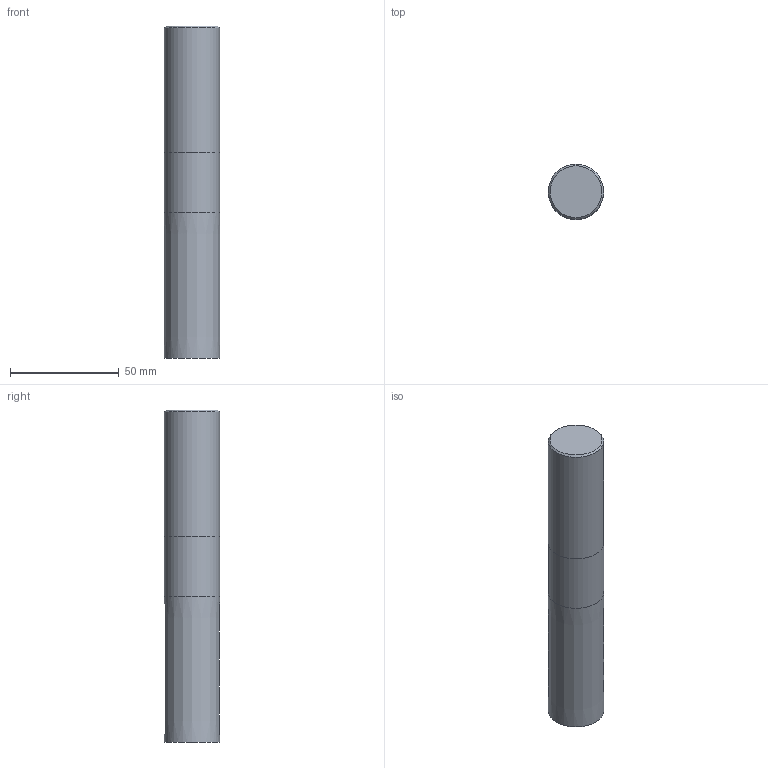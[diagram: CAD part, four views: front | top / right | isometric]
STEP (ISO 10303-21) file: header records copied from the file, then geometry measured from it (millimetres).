
FILE_DESCRIPTION(/* description */ (''),/* implementation_level */ '2;1');
FILE_NAME(/* name */ 'A3451.000D3S.0Z3_ANF.stp',/* time_stamp */ '2020-08-27T09:14:07+06:00',/* author */ (''),/* organization */ (''),/* preprocessor_version */ 'ST-DEVELOPER v16.7',/* originating_system */ 'SIEMENS PLM Software NX 12.0',/* authorisation */ '');
FILE_SCHEMA (('AUTOMOTIVE_DESIGN { 1 0 10303 214 3 1 1 1 }'));
Length unit declared in the file: millimetre
Products named in the file (1): INPU6264EF85pfmg
Bounding box: 25.4 x 25.4 x 152.4 mm (x, y, z)
Volume: 76979.4 mm3; surface area: 15162.2 mm2
Topology: 3 solids, 3 shells, 10 faces, 15 edges, 10 vertices
Faces by surface type: plane 5, cone 3, cylinder 2
Full cylindrical faces by diameter (mm): 25.4 x2
Entity records: 250 total; most frequent: DIRECTION 42, CARTESIAN_POINT 29, AXIS2_PLACEMENT_3D 21, EDGE_LOOP 14, ORIENTED_EDGE 14, FACE_BOUND 10, ADVANCED_FACE 10, VERTEX_POINT 8
